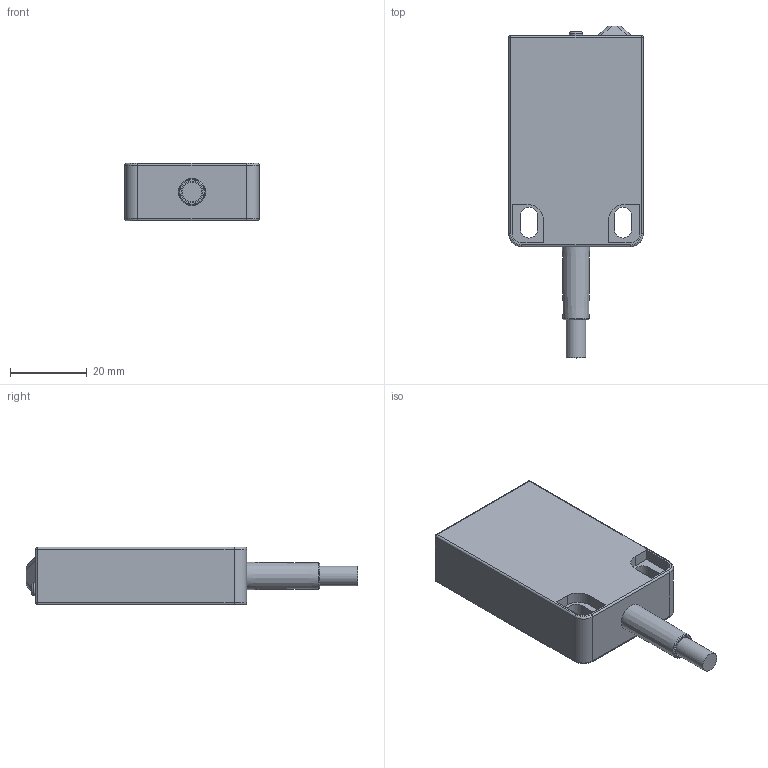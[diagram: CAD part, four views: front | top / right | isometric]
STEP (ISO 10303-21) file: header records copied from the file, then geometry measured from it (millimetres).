
FILE_DESCRIPTION(/* description */ (''),/* implementation_level */ '2;1');
FILE_NAME(/* name */ 'EC5525NPAPL.stp',/* time_stamp */ '2017-03-03T12:17:40+01:00',/* author */ ('tvb'),/* organization */ (''),/* preprocessor_version */ 'ST-DEVELOPER v16.1',/* originating_system */ 'Autodesk Inventor 2016',/* authorisation */ '');
FILE_SCHEMA (('AUTOMOTIVE_DESIGN { 1 0 10303 214 3 1 1 }'));
Length unit declared in the file: centimetre
Products named in the file (1): EC5525NPAPL
Bounding box: 35 x 86.5 x 15 mm (x, y, z)
Volume: 27797.8 mm3; surface area: 8194.4 mm2
Topology: 3 solids, 4 shells, 99 faces, 224 edges, 142 vertices
Faces by surface type: plane 53, cylinder 30, torus 6, sphere 4, bspline 4, cone 2
Full cylindrical faces by diameter (mm): 3 x2, 3.4 x1, 5.15 x1, 5.6 x1, 7.2 x1
Entity records: 2751 total; most frequent: DIRECTION 482, CARTESIAN_POINT 474, ORIENTED_EDGE 426, EDGE_CURVE 213, AXIS2_PLACEMENT_3D 173, VERTEX_POINT 141, LINE 136, VECTOR 136
